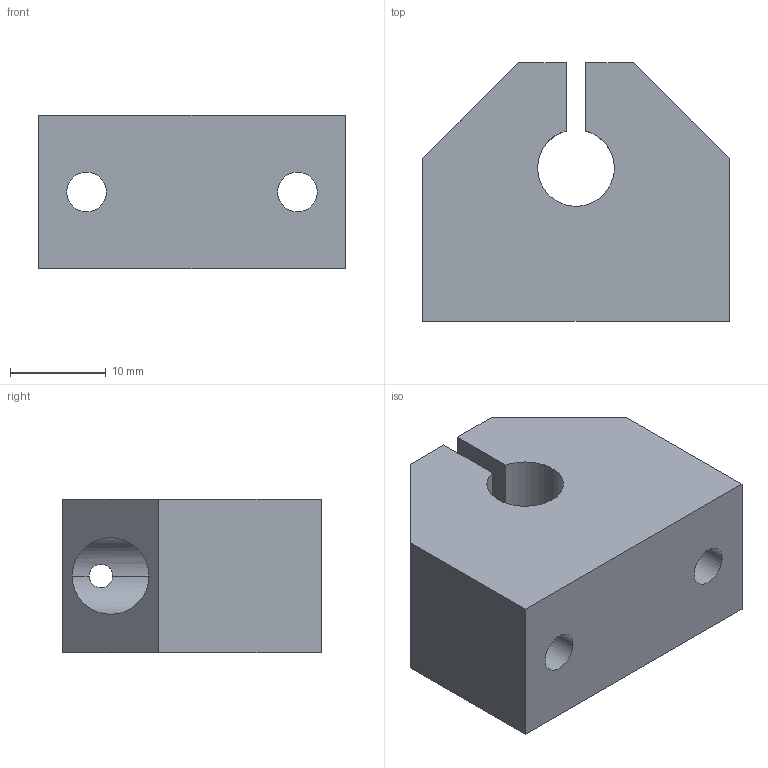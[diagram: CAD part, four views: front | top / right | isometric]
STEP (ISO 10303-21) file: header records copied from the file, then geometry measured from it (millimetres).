
FILE_DESCRIPTION( ( '' ), '1' );
FILE_NAME( 'wbc_08_2_03.stp', '2008-04-10T05:07:27', ( '' ), ( '' ), ' ', ' ', ' ' );
FILE_SCHEMA( ( 'CONFIG_CONTROL_DESIGN' ) );
Length unit declared in the file: millimetre
Products named in the file (1): 1
Bounding box: 32 x 27 x 16 mm (x, y, z)
Volume: 9764.5 mm3; surface area: 4489.4 mm2
Topology: 1 solids, 1 shells, 36 faces, 89 edges, 58 vertices
Faces by surface type: cylinder 20, plane 16
Entity records: 1229 total; most frequent: CARTESIAN_POINT 286, DIRECTION 194, ORIENTED_EDGE 178, EDGE_CURVE 89, AXIS2_PLACEMENT_3D 73, VERTEX_POINT 58, LINE 48, VECTOR 48
